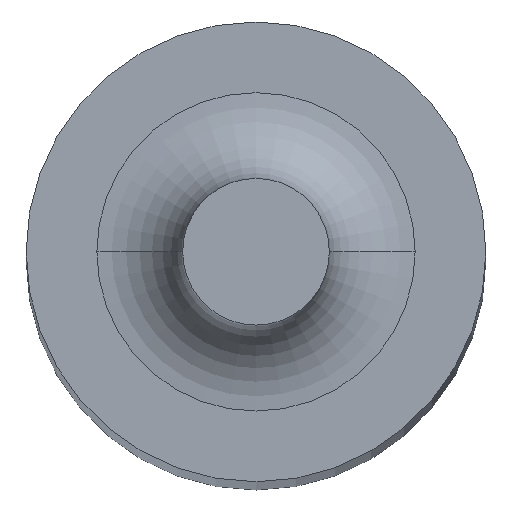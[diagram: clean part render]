
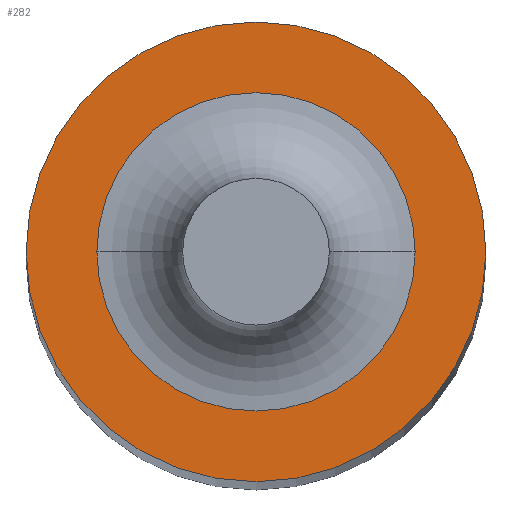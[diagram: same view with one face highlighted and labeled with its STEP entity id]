
A CAD part, top view. The second image highlights one B-rep face of the part: STEP entity #282.
In plain terms, the highlighted planar face has unit normal (0, 0, 1).
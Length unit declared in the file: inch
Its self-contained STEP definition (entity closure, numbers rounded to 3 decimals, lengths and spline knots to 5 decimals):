
#1 = EDGE_CURVE ( 'NONE', #196, #154, #291, .T. ) ;
#4 = DIRECTION ( 'NONE',  ( 0., 0., -1. ) ) ;
#6 = DIRECTION ( 'NONE',  ( 0., 0., 1. ) ) ;
#11 = FACE_BOUND ( 'NONE', #374, .T. ) ;
#19 = DIRECTION ( 'NONE',  ( -1., 0., 0. ) ) ;
#22 = EDGE_CURVE ( 'NONE', #320, #87, #73, .T. ) ;
#27 = CARTESIAN_POINT ( 'NONE',  ( 0., 0., 1.96 ) ) ;
#30 = AXIS2_PLACEMENT_3D ( 'NONE', #40, #6, #322 ) ;
#35 = FACE_OUTER_BOUND ( 'NONE', #122, .T. ) ;
#37 = AXIS2_PLACEMENT_3D ( 'NONE', #201, #396, #368 ) ;
#40 = CARTESIAN_POINT ( 'NONE',  ( 0., 0., 1.96 ) ) ;
#73 = CIRCLE ( 'NONE', #30, 0.09375 ) ;
#87 = VERTEX_POINT ( 'NONE', #171 ) ;
#89 = CIRCLE ( 'NONE', #172, 0.06491 ) ;
#97 = DIRECTION ( 'NONE',  ( -1., 0., 0. ) ) ;
#109 = AXIS2_PLACEMENT_3D ( 'NONE', #134, #4, #97 ) ;
#114 = EDGE_CURVE ( 'NONE', #87, #320, #210, .T. ) ;
#122 = EDGE_LOOP ( 'NONE', ( #194, #213 ) ) ;
#129 = CARTESIAN_POINT ( 'NONE',  ( 0.09375, 0., 1.96 ) ) ;
#130 = ORIENTED_EDGE ( 'NONE', *, *, #1, .T. ) ;
#134 = CARTESIAN_POINT ( 'NONE',  ( 0., 0., 1.96 ) ) ;
#154 = VERTEX_POINT ( 'NONE', #300 ) ;
#170 = ORIENTED_EDGE ( 'NONE', *, *, #263, .T. ) ;
#171 = CARTESIAN_POINT ( 'NONE',  ( -0.09375, 0., 1.96 ) ) ;
#172 = AXIS2_PLACEMENT_3D ( 'NONE', #27, #307, #19 ) ;
#194 = ORIENTED_EDGE ( 'NONE', *, *, #114, .T. ) ;
#196 = VERTEX_POINT ( 'NONE', #239 ) ;
#201 = CARTESIAN_POINT ( 'NONE',  ( 0., 0., 1.96 ) ) ;
#210 = CIRCLE ( 'NONE', #37, 0.09375 ) ;
#213 = ORIENTED_EDGE ( 'NONE', *, *, #22, .T. ) ;
#221 = AXIS2_PLACEMENT_3D ( 'NONE', #308, #400, #405 ) ;
#239 = CARTESIAN_POINT ( 'NONE',  ( -0.06491, 0., 1.96 ) ) ;
#252 = PLANE ( 'NONE',  #221 ) ;
#263 = EDGE_CURVE ( 'NONE', #154, #196, #89, .T. ) ;
#282 = ADVANCED_FACE ( 'NONE', ( #11, #35 ), #252, .T. ) ;
#291 = CIRCLE ( 'NONE', #109, 0.06491 ) ;
#300 = CARTESIAN_POINT ( 'NONE',  ( 0.06491, 0., 1.96 ) ) ;
#307 = DIRECTION ( 'NONE',  ( 0., 0., -1. ) ) ;
#308 = CARTESIAN_POINT ( 'NONE',  ( -0.06491, 0., 1.96 ) ) ;
#320 = VERTEX_POINT ( 'NONE', #129 ) ;
#322 = DIRECTION ( 'NONE',  ( 1., 0., 0. ) ) ;
#368 = DIRECTION ( 'NONE',  ( 1., 0., 0. ) ) ;
#374 = EDGE_LOOP ( 'NONE', ( #130, #170 ) ) ;
#396 = DIRECTION ( 'NONE',  ( 0., 0., 1. ) ) ;
#400 = DIRECTION ( 'NONE',  ( 0., 0., 1. ) ) ;
#405 = DIRECTION ( 'NONE',  ( -1., 0., 0. ) ) ;
